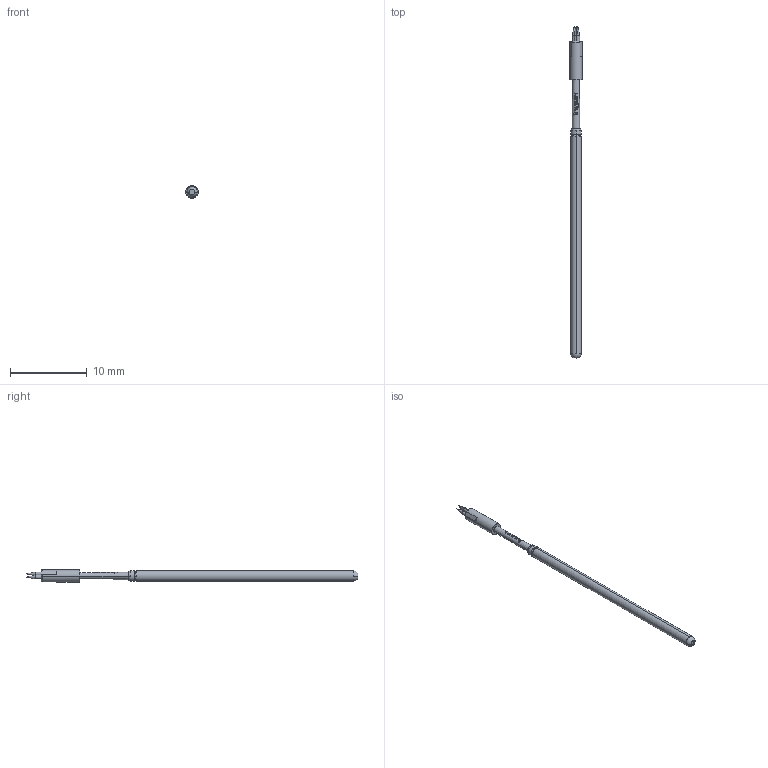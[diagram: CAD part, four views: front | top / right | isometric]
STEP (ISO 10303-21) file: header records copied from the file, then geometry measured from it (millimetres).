
FILE_DESCRIPTION (( 'STEP AP203' ), '1' );
FILE_NAME ('INGUN_GKS-100_293_160_A_xx00_E.STEP', '2021-10-29T08:50:15', ( 'ochi' ), ( '' ), 'SwSTEP 2.0', 'SolidWorks 2018', '' );
FILE_SCHEMA (( 'CONFIG_CONTROL_DESIGN' ));
Length unit declared in the file: millimetre
Products named in the file (1): INGUN_GKS-100_293_160_A_xx00_E
Bounding box: 1.6 x 43.4 x 1.6 mm (x, y, z)
Volume: 58.7 mm3; surface area: 183.1 mm2
Topology: 1 solids, 1 shells, 113 faces, 301 edges, 193 vertices
Faces by surface type: bspline 59, cone 20, cylinder 14, plane 10, torus 8, sphere 2
Entity records: 4631 total; most frequent: CARTESIAN_POINT 2286, ORIENTED_EDGE 586, EDGE_CURVE 293, DIRECTION 272, B_SPLINE_CURVE_WITH_KNOTS 195, VERTEX_POINT 193, EDGE_LOOP 124, AXIS2_PLACEMENT_3D 119
